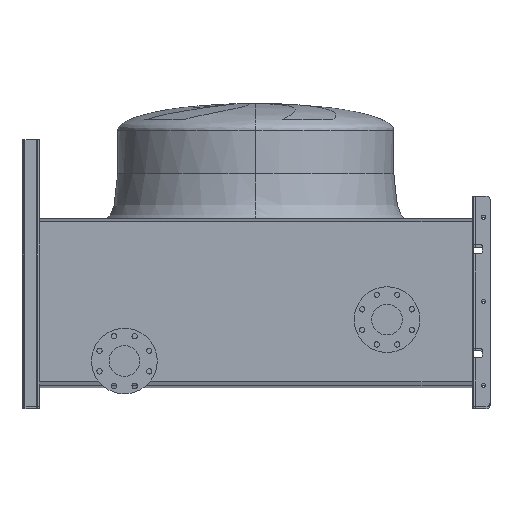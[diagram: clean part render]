
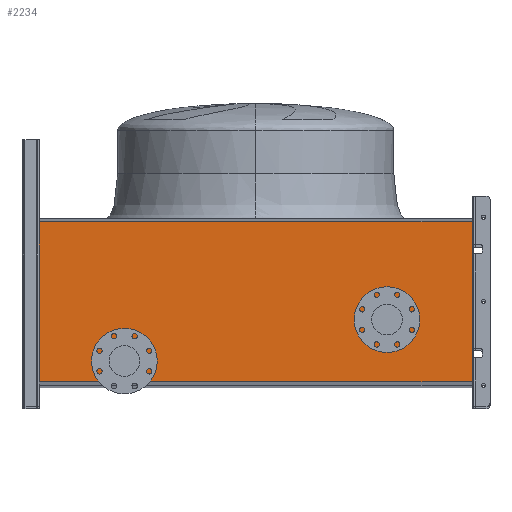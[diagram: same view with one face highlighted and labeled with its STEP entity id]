
A CAD part, top view. The second image highlights one B-rep face of the part: STEP entity #2234.
In plain terms, the highlighted planar face has unit normal (0, 0, 1).
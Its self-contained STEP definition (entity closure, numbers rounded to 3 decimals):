
#306 = CARTESIAN_POINT ( 'NONE',  ( -725., 547.422, 240. ) ) ;
#441 = DIRECTION ( 'NONE',  ( -1., 0., 0. ) ) ;
#791 = EDGE_CURVE ( 'NONE', #7593, #1329, #2658, .T. ) ;
#800 = ORIENTED_EDGE ( 'NONE', *, *, #2950, .T. ) ;
#801 = CARTESIAN_POINT ( 'NONE',  ( 1334.262, 547.422, 240. ) ) ;
#807 = CARTESIAN_POINT ( 'NONE',  ( 725., 12.578, 240. ) ) ;
#944 = EDGE_LOOP ( 'NONE', ( #800, #5041 ) ) ;
#1329 = VERTEX_POINT ( 'NONE', #306 ) ;
#1432 = EDGE_CURVE ( 'NONE', #2792, #5126, #7140, .T. ) ;
#1446 = DIRECTION ( 'NONE',  ( 0., 0., -1. ) ) ;
#1493 = CIRCLE ( 'NONE', #3378, 54. ) ;
#1699 = EDGE_CURVE ( 'NONE', #6454, #2295, #1890, .T. ) ;
#1782 = VECTOR ( 'NONE', #7141, 1000. ) ;
#1890 = LINE ( 'NONE', #7389, #4037 ) ;
#2092 = VERTEX_POINT ( 'NONE', #2944 ) ;
#2225 = FACE_OUTER_BOUND ( 'NONE', #4479, .T. ) ;
#2234 = ADVANCED_FACE ( 'NONE', ( #4296, #2225, #5865 ), #4965, .F. ) ;
#2295 = VERTEX_POINT ( 'NONE', #3523 ) ;
#2658 = LINE ( 'NONE', #801, #1782 ) ;
#2772 = CARTESIAN_POINT ( 'NONE',  ( 440., 220., 240. ) ) ;
#2792 = VERTEX_POINT ( 'NONE', #10016 ) ;
#2944 = CARTESIAN_POINT ( 'NONE',  ( -440., 27., 240. ) ) ;
#2950 = EDGE_CURVE ( 'NONE', #5126, #2792, #9771, .T. ) ;
#3005 = VECTOR ( 'NONE', #9739, 1000. ) ;
#3074 = DIRECTION ( 'NONE',  ( -1., 0., 0. ) ) ;
#3209 = ORIENTED_EDGE ( 'NONE', *, *, #10362, .T. ) ;
#3378 = AXIS2_PLACEMENT_3D ( 'NONE', #11254, #5822, #3074 ) ;
#3478 = DIRECTION ( 'NONE',  ( -1., 0., 0. ) ) ;
#3492 = CARTESIAN_POINT ( 'NONE',  ( 725., 547.422, 240. ) ) ;
#3523 = CARTESIAN_POINT ( 'NONE',  ( -725., 12.578, 240. ) ) ;
#4037 = VECTOR ( 'NONE', #4631, 1000. ) ;
#4296 = FACE_BOUND ( 'NONE', #6791, .T. ) ;
#4479 = EDGE_LOOP ( 'NONE', ( #8175, #4775, #3209, #5742 ) ) ;
#4631 = DIRECTION ( 'NONE',  ( -1., 0., 0. ) ) ;
#4775 = ORIENTED_EDGE ( 'NONE', *, *, #791, .T. ) ;
#4965 = PLANE ( 'NONE',  #6727 ) ;
#5041 = ORIENTED_EDGE ( 'NONE', *, *, #1432, .T. ) ;
#5126 = VERTEX_POINT ( 'NONE', #9251 ) ;
#5216 = AXIS2_PLACEMENT_3D ( 'NONE', #6066, #8808, #11493 ) ;
#5454 = CARTESIAN_POINT ( 'NONE',  ( -725., 12.578, 240. ) ) ;
#5742 = ORIENTED_EDGE ( 'NONE', *, *, #1699, .F. ) ;
#5822 = DIRECTION ( 'NONE',  ( 0., 0., -1. ) ) ;
#5865 = FACE_BOUND ( 'NONE', #944, .T. ) ;
#6066 = CARTESIAN_POINT ( 'NONE',  ( 440., 220., 240. ) ) ;
#6068 = DIRECTION ( 'NONE',  ( 0., 0., -1. ) ) ;
#6189 = CARTESIAN_POINT ( 'NONE',  ( -440., 81., 240. ) ) ;
#6203 = CARTESIAN_POINT ( 'NONE',  ( 725., 12.578, 240. ) ) ;
#6454 = VERTEX_POINT ( 'NONE', #807 ) ;
#6727 = AXIS2_PLACEMENT_3D ( 'NONE', #8607, #1446, #441 ) ;
#6791 = EDGE_LOOP ( 'NONE', ( #11008, #7226 ) ) ;
#7078 = LINE ( 'NONE', #5454, #3005 ) ;
#7088 = VERTEX_POINT ( 'NONE', #7166 ) ;
#7140 = CIRCLE ( 'NONE', #5216, 54. ) ;
#7141 = DIRECTION ( 'NONE',  ( -1., 0., 0. ) ) ;
#7166 = CARTESIAN_POINT ( 'NONE',  ( -440., 135., 240. ) ) ;
#7226 = ORIENTED_EDGE ( 'NONE', *, *, #11252, .T. ) ;
#7389 = CARTESIAN_POINT ( 'NONE',  ( 1334.262, 12.578, 240. ) ) ;
#7593 = VERTEX_POINT ( 'NONE', #3492 ) ;
#8175 = ORIENTED_EDGE ( 'NONE', *, *, #9568, .F. ) ;
#8508 = VECTOR ( 'NONE', #11692, 1000. ) ;
#8607 = CARTESIAN_POINT ( 'NONE',  ( 1334.262, 12.578, 240. ) ) ;
#8808 = DIRECTION ( 'NONE',  ( 0., 0., -1. ) ) ;
#8977 = DIRECTION ( 'NONE',  ( 0., 0., -1. ) ) ;
#9218 = AXIS2_PLACEMENT_3D ( 'NONE', #2772, #8977, #3478 ) ;
#9251 = CARTESIAN_POINT ( 'NONE',  ( 440., 274., 240. ) ) ;
#9469 = CIRCLE ( 'NONE', #10421, 54. ) ;
#9568 = EDGE_CURVE ( 'NONE', #7593, #6454, #9777, .T. ) ;
#9701 = DIRECTION ( 'NONE',  ( -1., 0., 0. ) ) ;
#9739 = DIRECTION ( 'NONE',  ( 0., -1., 0. ) ) ;
#9771 = CIRCLE ( 'NONE', #9218, 54. ) ;
#9777 = LINE ( 'NONE', #6203, #8508 ) ;
#10016 = CARTESIAN_POINT ( 'NONE',  ( 440., 166., 240. ) ) ;
#10025 = EDGE_CURVE ( 'NONE', #7088, #2092, #9469, .T. ) ;
#10362 = EDGE_CURVE ( 'NONE', #1329, #2295, #7078, .T. ) ;
#10421 = AXIS2_PLACEMENT_3D ( 'NONE', #6189, #6068, #9701 ) ;
#11008 = ORIENTED_EDGE ( 'NONE', *, *, #10025, .T. ) ;
#11252 = EDGE_CURVE ( 'NONE', #2092, #7088, #1493, .T. ) ;
#11254 = CARTESIAN_POINT ( 'NONE',  ( -440., 81., 240. ) ) ;
#11493 = DIRECTION ( 'NONE',  ( -1., 0., 0. ) ) ;
#11692 = DIRECTION ( 'NONE',  ( 0., -1., 0. ) ) ;
